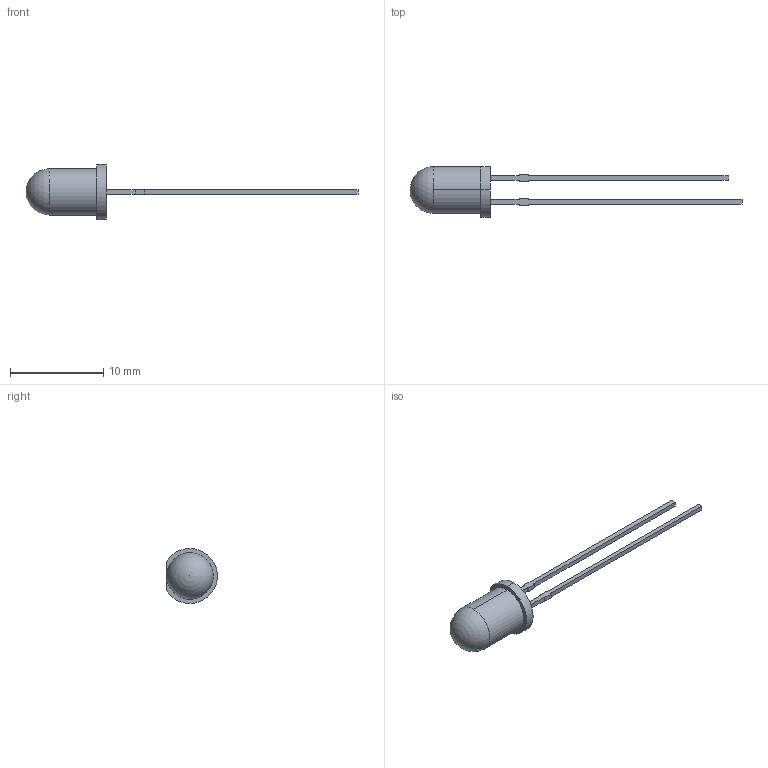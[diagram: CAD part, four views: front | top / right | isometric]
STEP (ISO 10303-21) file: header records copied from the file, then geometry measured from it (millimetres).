
FILE_DESCRIPTION (( 'STEP AP214' ), '1' );
FILE_NAME ('XLxx12x.STEP', '2022-02-18T19:26:19', ( '' ), ( '' ), 'SwSTEP 2.0', 'SolidWorks 2014', '' );
FILE_SCHEMA (( 'AUTOMOTIVE_DESIGN' ));
Length unit declared in the file: millimetre
Products named in the file (1): XLxx12x
Bounding box: 35.6 x 5.45 x 5.9 mm (x, y, z)
Volume: 172.6 mm3; surface area: 277.1 mm2
Topology: 1 solids, 1 shells, 35 faces, 95 edges, 63 vertices
Faces by surface type: plane 29, cylinder 5, sphere 1
Entity records: 1101 total; most frequent: CARTESIAN_POINT 191, ORIENTED_EDGE 184, DIRECTION 173, EDGE_CURVE 92, VECTOR 79, LINE 79, VERTEX_POINT 61, AXIS2_PLACEMENT_3D 47
